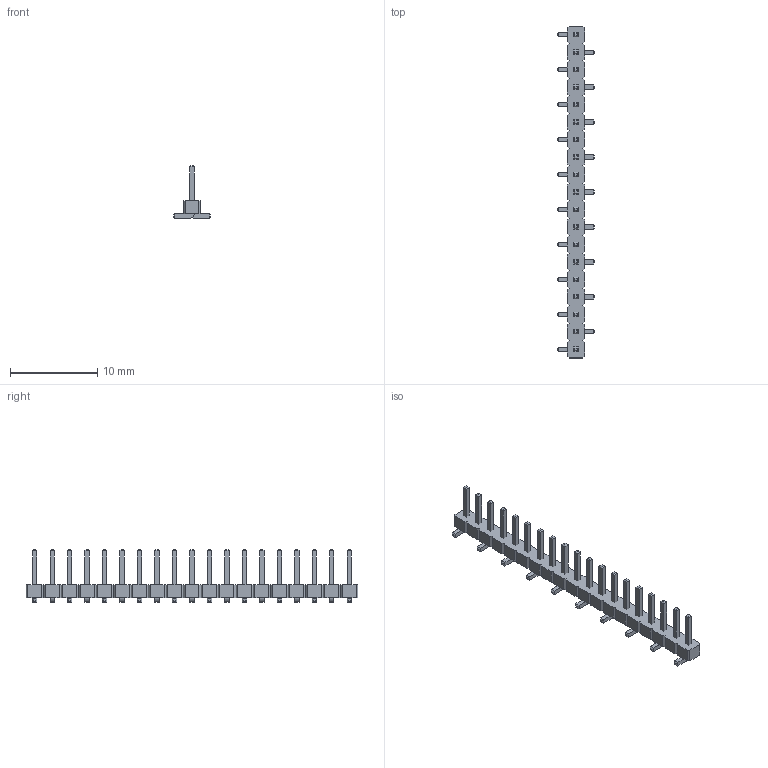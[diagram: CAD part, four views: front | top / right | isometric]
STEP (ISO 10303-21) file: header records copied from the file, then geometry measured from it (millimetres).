
FILE_DESCRIPTION(/* description */ ('model of PinHeader_1x19_P2.00mm_Vertical_SMD_Pin1Left'),/* implementation_level */ '2;1');
FILE_NAME(/* name */ 'PinHeader_1x19_P2.00mm_Vertical_SMD_Pin1Left.step',/* time_stamp */ '2018-01-24T12:59:55',/* author */ ('kicad StepUp','ksu'),/* organization */ ('FreeCAD'),/* preprocessor_version */ 'OCC',/* originating_system */ 'kicad StepUp',/* authorisation */ '');
FILE_SCHEMA(('AUTOMOTIVE_DESIGN { 1 0 10303 214 1 1 1 1 }'));
Length unit declared in the file: millimetre
Products named in the file (2): PinHeader_1x19_P200mm_Vertical_SMD_Pin1Left; Shape0_222179233486
Bounding box: 4.2 x 38 x 6 mm (x, y, z)
Volume: 148 mm3; surface area: 574.4 mm2
Topology: 20 solids, 20 shells, 441 faces, 1051 edges, 650 vertices
Faces by surface type: plane 422, cylinder 19
Entity records: 7983 total; most frequent: ORIENTED_EDGE 1625, CARTESIAN_POINT 1223, EDGE_CURVE 1051, LINE 1013, VERTEX_POINT 650, AXIS2_PLACEMENT_3D 470, ADVANCED_FACE 441, FACE_BOUND 441
